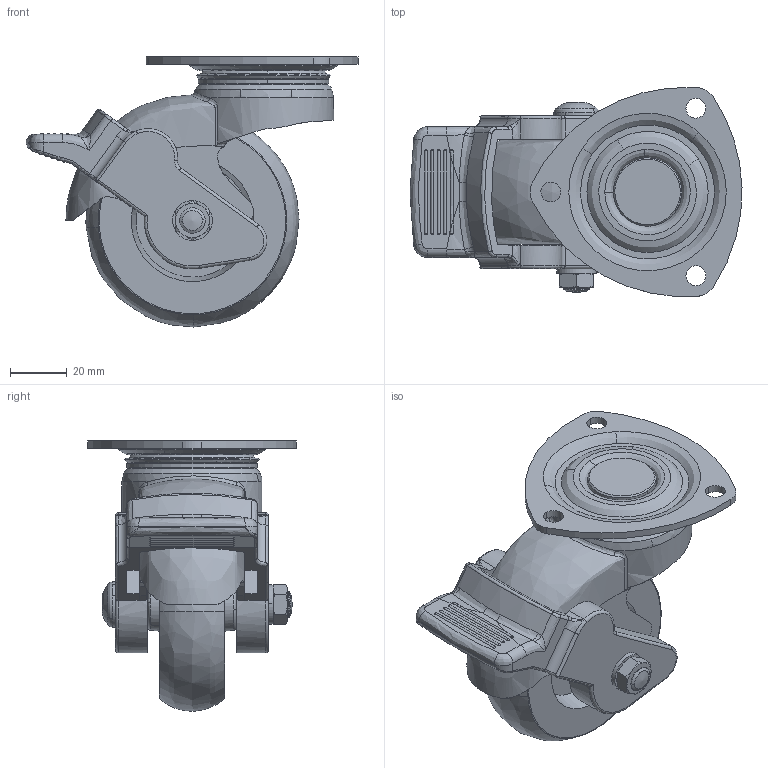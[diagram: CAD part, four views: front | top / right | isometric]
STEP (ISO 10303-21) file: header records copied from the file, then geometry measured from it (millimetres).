
FILE_DESCRIPTION((''),'2;1');
FILE_NAME('','2005-12-16T16:38:24',(''),(''),'','CADfix','');
FILE_SCHEMA(('AUTOMOTIVE_DESIGN'));
Length unit declared in the file: millimetre
Products named in the file (7): lever; wheel; mounting plate; main shaft; body; axle; No_106G_NS_B_10004_36
Assembly tree (6 placements, depth 2):
  No_106G_NS_B_10004_36
    lever
    wheel
    mounting plate
    main shaft
    body
    axle
Bounding box: 116.75 x 73.36 x 94.96 mm (x, y, z)
Volume: 162628.2 mm3; surface area: 63366.9 mm2
Topology: 6 solids, 6 shells, 396 faces, 1138 edges, 776 vertices
Faces by surface type: bspline 396
Entity records: 18181 total; most frequent: CARTESIAN_POINT 11937, ORIENTED_EDGE 2268, EDGE_CURVE 1134, VERTEX_POINT 776, EDGE_LOOP 442, FACE_OUTER_BOUND 396, ADVANCED_FACE 396, QUASI_UNIFORM_CURVE 319
